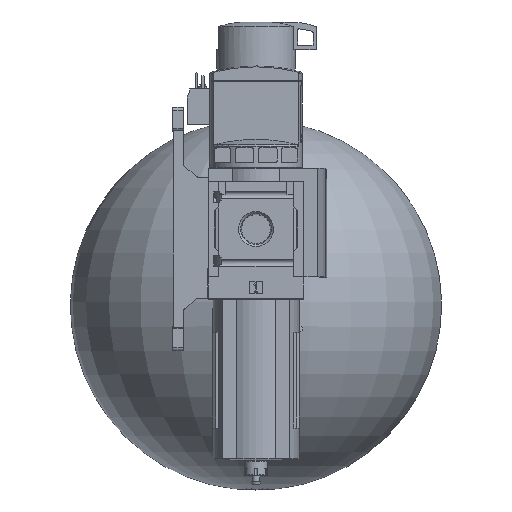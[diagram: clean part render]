
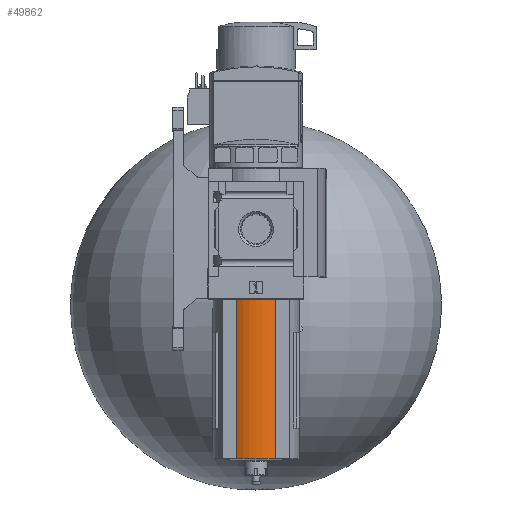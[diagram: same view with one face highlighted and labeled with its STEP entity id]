
A CAD part, top view. The second image highlights one B-rep face of the part: STEP entity #49862.
In plain terms, the highlighted cylindrical face has radius 24.8 mm (diameter 49.6 mm), a partial arc.
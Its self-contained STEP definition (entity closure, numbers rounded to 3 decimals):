
#3014=LINE('',#68815,#7066);
#3015=LINE('',#68819,#7067);
#7066=VECTOR('',#57509,1000.);
#7067=VECTOR('',#57514,1000.);
#10195=CIRCLE('',#52063,24.8);
#10253=CIRCLE('',#52289,24.8);
#13870=ORIENTED_EDGE('',*,*,#23603,.T.);
#13871=ORIENTED_EDGE('',*,*,#23604,.T.);
#13872=ORIENTED_EDGE('',*,*,#23605,.F.);
#13873=ORIENTED_EDGE('',*,*,#23234,.F.);
#23234=EDGE_CURVE('',#28440,#28441,#10195,.T.);
#23603=EDGE_CURVE('',#28440,#28673,#3014,.T.);
#23604=EDGE_CURVE('',#28673,#28674,#10253,.T.);
#23605=EDGE_CURVE('',#28441,#28674,#3015,.T.);
#28440=VERTEX_POINT('',#68021);
#28441=VERTEX_POINT('',#68023);
#28673=VERTEX_POINT('',#68814);
#28674=VERTEX_POINT('',#68818);
#32254=EDGE_LOOP('',(#13870,#13871,#13872,#13873));
#34714=FACE_BOUND('',#32254,.T.);
#36718=CYLINDRICAL_SURFACE('',#52288,24.8);
#49862=ADVANCED_FACE('',(#34714),#36718,.T.);
#52063=AXIS2_PLACEMENT_3D('',#68022,#56776,#56777);
#52288=AXIS2_PLACEMENT_3D('',#68816,#57510,#57511);
#52289=AXIS2_PLACEMENT_3D('',#68817,#57512,#57513);
#56776=DIRECTION('',(0.,1.,0.));
#56777=DIRECTION('',(1.,0.,0.));
#57509=DIRECTION('',(0.,-1.,0.));
#57510=DIRECTION('',(0.,-1.,0.));
#57511=DIRECTION('',(0.,0.,-1.));
#57512=DIRECTION('',(0.,1.,0.));
#57513=DIRECTION('',(0.,0.,1.));
#57514=DIRECTION('',(0.,-1.,0.));
#68021=CARTESIAN_POINT('',(-12.361,-45.5,21.5));
#68022=CARTESIAN_POINT('',(0.,-45.5,0.));
#68023=CARTESIAN_POINT('',(12.361,-45.5,21.5));
#68814=CARTESIAN_POINT('',(-12.361,-148.89,21.5));
#68815=CARTESIAN_POINT('',(-12.361,-45.5,21.5));
#68816=CARTESIAN_POINT('',(0.,-45.5,0.));
#68817=CARTESIAN_POINT('',(0.,-148.89,0.));
#68818=CARTESIAN_POINT('',(12.361,-148.89,21.5));
#68819=CARTESIAN_POINT('',(12.361,-45.5,21.5));
